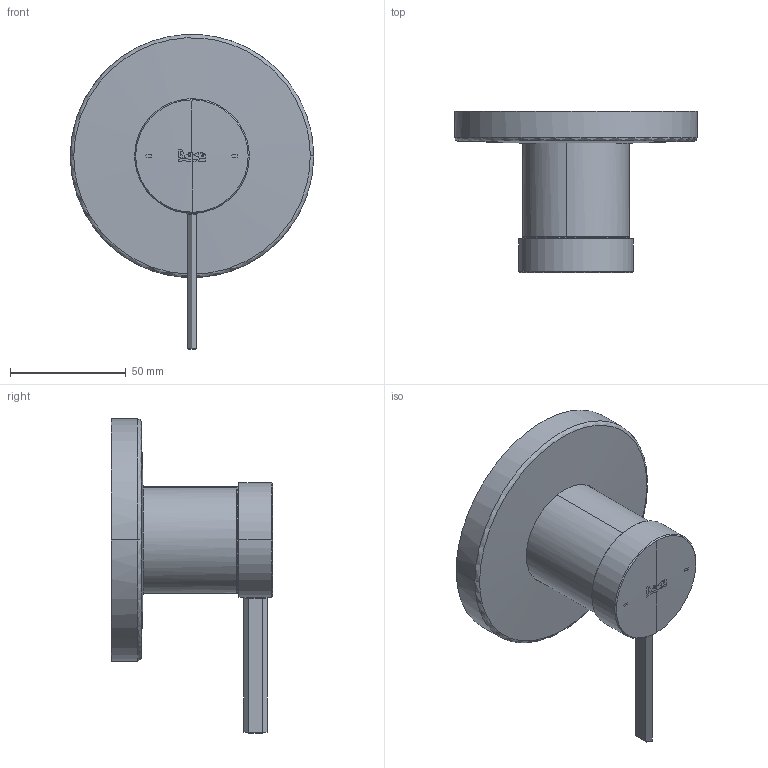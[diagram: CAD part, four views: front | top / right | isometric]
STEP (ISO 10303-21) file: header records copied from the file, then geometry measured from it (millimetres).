
FILE_DESCRIPTION(/* description */ (''),/* implementation_level */ '2;1');
FILE_NAME(/* name */ 'STEP - A5A229E..A_13692',/* time_stamp */ '2024-10-24T15:01:22+11:00',/* author */ (''),/* organization */ (''),/* preprocessor_version */ 'ST-DEVELOPER v16.5',/* originating_system */ 'Rhino 7.37',/* authorisation */ '');
FILE_SCHEMA (('CONFIG_CONTROL_DESIGN'));
Products named in the file (1): Document
Bounding box: 105 x 69.9 x 135.9 mm (x, y, z)
Surface area: 87922.7 mm2 (no closed solid volume)
Topology: 0 solids, 3919 shells, 3919 faces, 19821 edges, 19648 vertices
Faces by surface type: bspline 1582, plane 1174, cylinder 1163
Entity records: 332158 total; most frequent: CARTESIAN_POINT 235443, ORIENTED_EDGE 19656, EDGE_CURVE 19654, VERTEX_POINT 19648, B_SPLINE_CURVE_WITH_KNOTS 10710, EDGE_LOOP 4047, SHELL_BASED_SURFACE_MODEL 3919, OPEN_SHELL 3919
